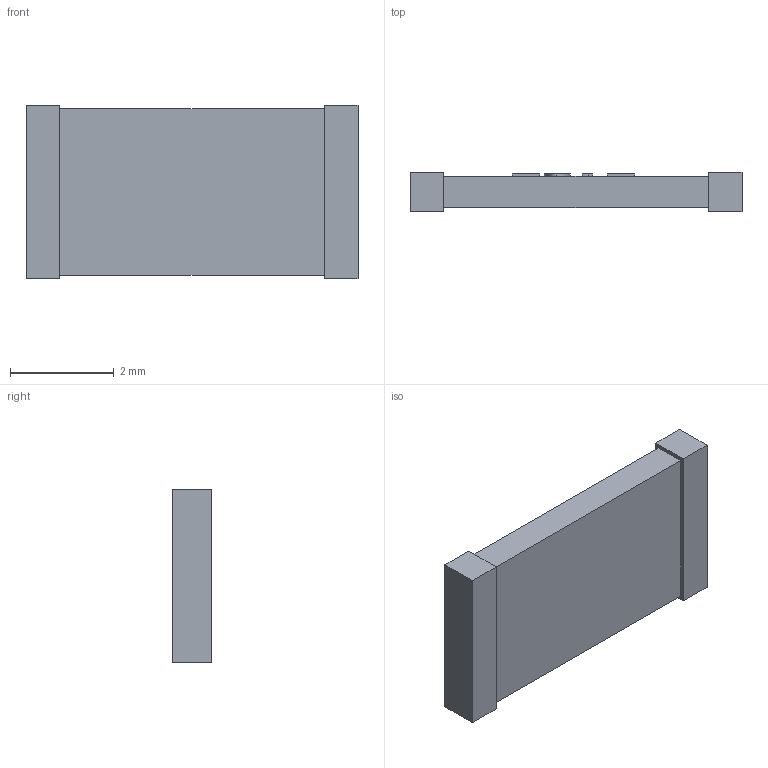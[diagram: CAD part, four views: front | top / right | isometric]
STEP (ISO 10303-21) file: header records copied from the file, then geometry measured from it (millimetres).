
FILE_DESCRIPTION (( 'STEP AP214' ), '1' );
FILE_NAME ('Resistor- 2512.STEP', '2015-04-03T20:18:46', ( '' ), ( '' ), 'SwSTEP 2.0', 'SolidWorks 2014', '' );
FILE_SCHEMA (( 'AUTOMOTIVE_DESIGN' ));
Length unit declared in the file: inch
Products named in the file (1): Resistor- 2512
Bounding box: 6.4 x 0.75 x 3.35 mm (x, y, z)
Volume: 13.1 mm3; surface area: 56.7 mm2
Topology: 1 solids, 1 shells, 64 faces, 168 edges, 112 vertices
Faces by surface type: plane 44, bspline 20
Entity records: 3916 total; most frequent: CARTESIAN_POINT 1597, ORIENTED_EDGE 336, DIRECTION 218, EDGE_CURVE 168, VECTOR 128, LINE 128, VERTEX_POINT 112, EDGE_LOOP 70
